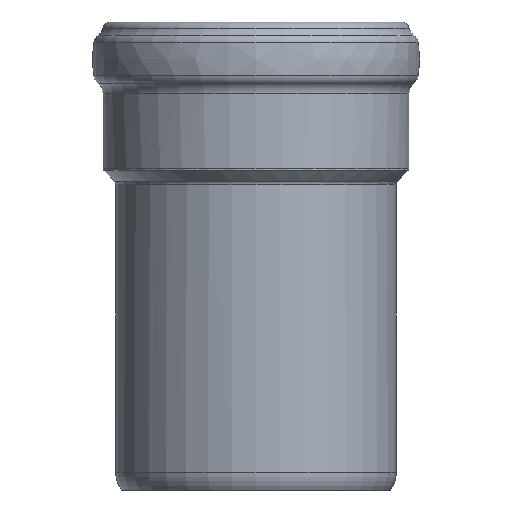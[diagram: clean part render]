
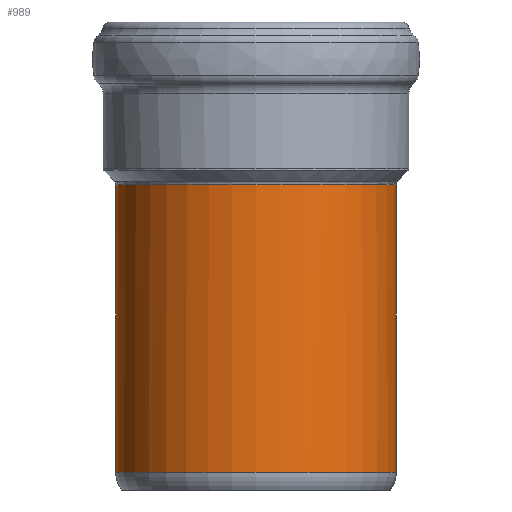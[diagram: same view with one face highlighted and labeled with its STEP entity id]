
A CAD part, left-side view. The second image highlights one B-rep face of the part: STEP entity #989.
In plain terms, the highlighted cylindrical face has radius 55.2 mm (diameter 110.4 mm), a full revolution.
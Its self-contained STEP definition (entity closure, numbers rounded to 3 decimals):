
#43=B_SPLINE_CURVE_WITH_KNOTS('',3,(#1523,#1524,#1525,#1526),
 .UNSPECIFIED.,.F.,.F.,(4,4),(-0.997,0.),.UNSPECIFIED.);
#65=B_SPLINE_CURVE_WITH_KNOTS('',3,(#1990,#1991,#1992,#1993),
 .UNSPECIFIED.,.F.,.F.,(4,4),(-0.997,0.),.UNSPECIFIED.);
#69=B_SPLINE_CURVE_WITH_KNOTS('',3,(#2081,#2082,#2083,#2084,#2085),
 .UNSPECIFIED.,.F.,.F.,(4,1,4),(-1.954,-0.837,0.),
 .UNSPECIFIED.);
#71=B_SPLINE_CURVE_WITH_KNOTS('',3,(#2138,#2139,#2140,#2141,#2142,#2143),
 .UNSPECIFIED.,.F.,.F.,(4,1,1,4),(-1.698,-1.213,-0.728,
0.),.UNSPECIFIED.);
#74=B_SPLINE_CURVE_WITH_KNOTS('',3,(#2192,#2193,#2194,#2195,#2196),
 .UNSPECIFIED.,.F.,.F.,(4,1,4),(-5.612,-4.495,-3.658),
 .UNSPECIFIED.);
#76=B_SPLINE_CURVE_WITH_KNOTS('',3,(#2264,#2265,#2266,#2267,#2268,#2269,
#2270),.UNSPECIFIED.,.F.,.F.,(4,1,1,1,4),(-24.797,-23.68,
-22.563,-21.447,-20.888),.UNSPECIFIED.);
#77=B_SPLINE_CURVE_WITH_KNOTS('',3,(#2311,#2312,#2313,#2314,#2315,#2316,
#2317),.UNSPECIFIED.,.F.,.F.,(4,1,1,1,4),(-14.541,-13.424,
-12.308,-11.191,-10.633),.UNSPECIFIED.);
#91=CYLINDRICAL_SURFACE('',#1132,55.2);
#143=FACE_BOUND('',#340,.T.);
#220=FACE_OUTER_BOUND('',#339,.T.);
#339=EDGE_LOOP('',(#873,#874,#875,#876,#877,#878,#879,#880));
#340=EDGE_LOOP('',(#881));
#383=CIRCLE('',#1049,55.2);
#408=CIRCLE('',#1097,55.2);
#432=VERTEX_POINT('',#1520);
#433=VERTEX_POINT('',#1522);
#455=VERTEX_POINT('',#1952);
#457=VERTEX_POINT('',#1989);
#463=VERTEX_POINT('',#2078);
#464=VERTEX_POINT('',#2080);
#467=VERTEX_POINT('',#2136);
#468=VERTEX_POINT('',#2190);
#496=VERTEX_POINT('',#2425);
#520=EDGE_CURVE('',#432,#433,#43,.T.);
#554=EDGE_CURVE('',#455,#457,#65,.T.);
#565=EDGE_CURVE('',#463,#464,#69,.T.);
#569=EDGE_CURVE('',#467,#463,#71,.T.);
#573=EDGE_CURVE('',#468,#467,#74,.T.);
#588=EDGE_CURVE('',#464,#432,#76,.T.);
#590=EDGE_CURVE('',#433,#455,#383,.T.);
#591=EDGE_CURVE('',#457,#468,#77,.T.);
#618=EDGE_CURVE('',#496,#496,#408,.T.);
#873=ORIENTED_EDGE('',*,*,#554,.F.);
#874=ORIENTED_EDGE('',*,*,#590,.F.);
#875=ORIENTED_EDGE('',*,*,#520,.F.);
#876=ORIENTED_EDGE('',*,*,#588,.F.);
#877=ORIENTED_EDGE('',*,*,#565,.F.);
#878=ORIENTED_EDGE('',*,*,#569,.F.);
#879=ORIENTED_EDGE('',*,*,#573,.F.);
#880=ORIENTED_EDGE('',*,*,#591,.F.);
#881=ORIENTED_EDGE('',*,*,#618,.T.);
#989=ADVANCED_FACE('',(#220,#143),#91,.T.);
#1049=AXIS2_PLACEMENT_3D('',#2274,#1248,#1249);
#1097=AXIS2_PLACEMENT_3D('',#2426,#1344,#1345);
#1132=AXIS2_PLACEMENT_3D('',#2509,#1414,#1415);
#1248=DIRECTION('center_axis',(0.,0.,1.));
#1249=DIRECTION('ref_axis',(-1.,0.,0.));
#1344=DIRECTION('center_axis',(0.,0.,1.));
#1345=DIRECTION('ref_axis',(-1.,0.,0.));
#1414=DIRECTION('center_axis',(0.,0.,1.));
#1415=DIRECTION('ref_axis',(-1.,0.,0.));
#1520=CARTESIAN_POINT('',(49.081,25.26,111.336));
#1522=CARTESIAN_POINT('',(51.011,21.092,120.114));
#1523=CARTESIAN_POINT('Ctrl Pts',(49.081,25.26,111.336));
#1524=CARTESIAN_POINT('Ctrl Pts',(49.621,24.212,114.435));
#1525=CARTESIAN_POINT('Ctrl Pts',(50.295,22.824,117.393));
#1526=CARTESIAN_POINT('Ctrl Pts',(51.011,21.092,120.114));
#1952=CARTESIAN_POINT('',(51.011,-21.092,120.114));
#1989=CARTESIAN_POINT('',(49.081,-25.26,111.336));
#1990=CARTESIAN_POINT('Ctrl Pts',(51.011,-21.092,120.114));
#1991=CARTESIAN_POINT('Ctrl Pts',(50.295,-22.824,117.393));
#1992=CARTESIAN_POINT('Ctrl Pts',(49.621,-24.212,114.435));
#1993=CARTESIAN_POINT('Ctrl Pts',(49.081,-25.26,111.336));
#2078=CARTESIAN_POINT('',(54.595,8.149,63.322));
#2080=CARTESIAN_POINT('',(50.611,22.036,75.664));
#2081=CARTESIAN_POINT('Ctrl Pts',(54.595,8.149,63.322));
#2082=CARTESIAN_POINT('Ctrl Pts',(54.091,11.528,64.646));
#2083=CARTESIAN_POINT('Ctrl Pts',(52.733,16.811,68.305));
#2084=CARTESIAN_POINT('Ctrl Pts',(51.216,20.647,73.337));
#2085=CARTESIAN_POINT('Ctrl Pts',(50.611,22.036,75.664));
#2136=CARTESIAN_POINT('',(54.595,-8.149,63.322));
#2138=CARTESIAN_POINT('Ctrl Pts',(54.595,-8.149,63.322));
#2139=CARTESIAN_POINT('Ctrl Pts',(54.814,-6.681,62.746));
#2140=CARTESIAN_POINT('Ctrl Pts',(55.15,-3.581,62.005));
#2141=CARTESIAN_POINT('Ctrl Pts',(55.274,1.991,61.77));
#2142=CARTESIAN_POINT('Ctrl Pts',(54.924,5.947,62.458));
#2143=CARTESIAN_POINT('Ctrl Pts',(54.595,8.149,63.322));
#2190=CARTESIAN_POINT('',(50.611,-22.036,75.664));
#2192=CARTESIAN_POINT('Ctrl Pts',(50.611,-22.036,75.664));
#2193=CARTESIAN_POINT('Ctrl Pts',(51.417,-20.184,72.561));
#2194=CARTESIAN_POINT('Ctrl Pts',(52.975,-16.135,67.648));
#2195=CARTESIAN_POINT('Ctrl Pts',(54.217,-10.683,64.315));
#2196=CARTESIAN_POINT('Ctrl Pts',(54.595,-8.149,63.322));
#2264=CARTESIAN_POINT('Ctrl Pts',(50.611,22.036,75.664));
#2265=CARTESIAN_POINT('Ctrl Pts',(49.583,24.396,78.307));
#2266=CARTESIAN_POINT('Ctrl Pts',(47.523,28.193,84.468));
#2267=CARTESIAN_POINT('Ctrl Pts',(46.152,30.261,95.622));
#2268=CARTESIAN_POINT('Ctrl Pts',(47.306,28.514,104.911));
#2269=CARTESIAN_POINT('Ctrl Pts',(48.614,26.169,109.793));
#2270=CARTESIAN_POINT('Ctrl Pts',(49.081,25.26,111.336));
#2274=CARTESIAN_POINT('Origin',(0.,0.,120.114));
#2311=CARTESIAN_POINT('Ctrl Pts',(49.081,-25.26,111.336));
#2312=CARTESIAN_POINT('Ctrl Pts',(48.146,-27.077,108.25));
#2313=CARTESIAN_POINT('Ctrl Pts',(46.53,-29.71,101.341));
#2314=CARTESIAN_POINT('Ctrl Pts',(46.509,-29.743,89.897));
#2315=CARTESIAN_POINT('Ctrl Pts',(48.565,-26.4,81.268));
#2316=CARTESIAN_POINT('Ctrl Pts',(50.097,-23.216,76.985));
#2317=CARTESIAN_POINT('Ctrl Pts',(50.611,-22.036,75.664));
#2425=CARTESIAN_POINT('',(-55.2,0.,7.));
#2426=CARTESIAN_POINT('Origin',(0.,0.,7.));
#2509=CARTESIAN_POINT('Origin',(0.,0.,0.));
